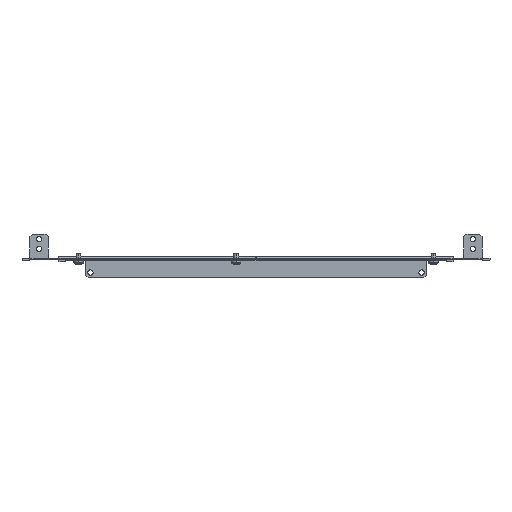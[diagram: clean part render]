
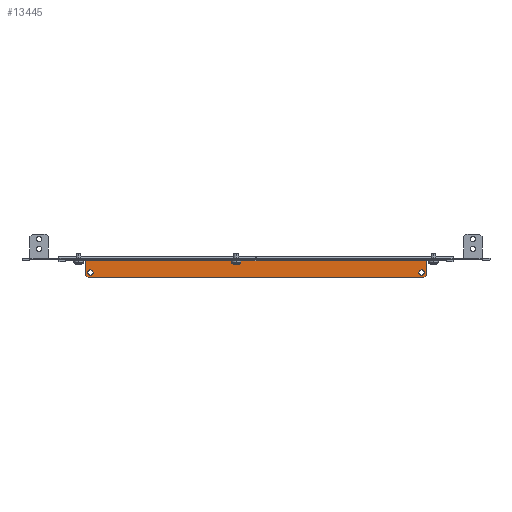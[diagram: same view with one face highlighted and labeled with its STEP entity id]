
A CAD part, left-side view. The second image highlights one B-rep face of the part: STEP entity #13445.
In plain terms, the highlighted planar face has unit normal (-1, 0, 0).
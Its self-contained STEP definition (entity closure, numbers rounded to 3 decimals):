
#765 = CARTESIAN_POINT ( 'NONE',  ( 314.25, 216., -3. ) ) ;
#823 = LINE ( 'NONE', #59864, #46864 ) ;
#1956 = ORIENTED_EDGE ( 'NONE', *, *, #2347, .T. ) ;
#2098 = LINE ( 'NONE', #16645, #7277 ) ;
#2208 = AXIS2_PLACEMENT_3D ( 'NONE', #54710, #2317, #11159 ) ;
#2317 = DIRECTION ( 'NONE',  ( 1., 0., 0. ) ) ;
#2347 = EDGE_CURVE ( 'NONE', #22695, #35185, #11006, .T. ) ;
#2637 = ORIENTED_EDGE ( 'NONE', *, *, #58884, .T. ) ;
#2889 = CARTESIAN_POINT ( 'NONE',  ( 314.25, -216., -25. ) ) ;
#3210 = CARTESIAN_POINT ( 'NONE',  ( 314.25, -216., -4. ) ) ;
#3735 = LINE ( 'NONE', #56417, #16372 ) ;
#4017 = DIRECTION ( 'NONE',  ( 1., 0., 0. ) ) ;
#4372 = VERTEX_POINT ( 'NONE', #48247 ) ;
#5928 = CARTESIAN_POINT ( 'NONE',  ( 314.25, -210., -14.8 ) ) ;
#7277 = VECTOR ( 'NONE', #40839, 1000. ) ;
#7540 = CARTESIAN_POINT ( 'NONE',  ( 314.25, 210., -14.8 ) ) ;
#7621 = VERTEX_POINT ( 'NONE', #61173 ) ;
#8452 = VECTOR ( 'NONE', #50239, 1000. ) ;
#9201 = FACE_OUTER_BOUND ( 'NONE', #28156, .T. ) ;
#9559 = DIRECTION ( 'NONE',  ( 1., 0., 0. ) ) ;
#9990 = CARTESIAN_POINT ( 'NONE',  ( 314.25, 118.25, -119.75 ) ) ;
#10618 = DIRECTION ( 'NONE',  ( 0., -0.707, -0.707 ) ) ;
#11006 = CIRCLE ( 'NONE', #61696, 3.45 ) ;
#11096 = EDGE_LOOP ( 'NONE', ( #33617, #55925 ) ) ;
#11159 = DIRECTION ( 'NONE',  ( 0., 0., -1. ) ) ;
#11257 = DIRECTION ( 'NONE',  ( 0., 0., 1. ) ) ;
#11483 = CARTESIAN_POINT ( 'NONE',  ( 314.25, 210., -18.25 ) ) ;
#13191 = DIRECTION ( 'NONE',  ( 0., 1., 0. ) ) ;
#13445 = ADVANCED_FACE ( 'NONE', ( #47044, #38149, #9201 ), #42271, .T. ) ;
#14071 = CARTESIAN_POINT ( 'NONE',  ( 314.25, -210., -21.7 ) ) ;
#14795 = EDGE_LOOP ( 'NONE', ( #1956, #25750 ) ) ;
#15748 = EDGE_CURVE ( 'NONE', #56930, #17882, #3735, .T. ) ;
#15799 = CIRCLE ( 'NONE', #56419, 3.45 ) ;
#16018 = VERTEX_POINT ( 'NONE', #62121 ) ;
#16372 = VECTOR ( 'NONE', #13191, 1000. ) ;
#16645 = CARTESIAN_POINT ( 'NONE',  ( 314.25, 0., -3. ) ) ;
#17524 = CARTESIAN_POINT ( 'NONE',  ( 314.25, -213., -25. ) ) ;
#17750 = DIRECTION ( 'NONE',  ( 0., 0., 1. ) ) ;
#17826 = VECTOR ( 'NONE', #36746, 1000. ) ;
#17882 = VERTEX_POINT ( 'NONE', #23853 ) ;
#19664 = VERTEX_POINT ( 'NONE', #36154 ) ;
#19803 = ORIENTED_EDGE ( 'NONE', *, *, #51061, .F. ) ;
#20095 = LINE ( 'NONE', #45546, #29473 ) ;
#20129 = ORIENTED_EDGE ( 'NONE', *, *, #29691, .T. ) ;
#20340 = DIRECTION ( 'NONE',  ( 0., 0., -1. ) ) ;
#20626 = ORIENTED_EDGE ( 'NONE', *, *, #62419, .F. ) ;
#22358 = VERTEX_POINT ( 'NONE', #47583 ) ;
#22478 = CIRCLE ( 'NONE', #45825, 3.45 ) ;
#22695 = VERTEX_POINT ( 'NONE', #14071 ) ;
#23853 = CARTESIAN_POINT ( 'NONE',  ( 314.25, 213., -25. ) ) ;
#25750 = ORIENTED_EDGE ( 'NONE', *, *, #39802, .T. ) ;
#26128 = DIRECTION ( 'NONE',  ( 1., 0., 0. ) ) ;
#27220 = VERTEX_POINT ( 'NONE', #7540 ) ;
#27679 = VECTOR ( 'NONE', #17750, 1000. ) ;
#28156 = EDGE_LOOP ( 'NONE', ( #52099, #28626, #20626, #20129, #37000, #60963, #19803, #2637 ) ) ;
#28596 = CARTESIAN_POINT ( 'NONE',  ( 314.25, 0., -1.5 ) ) ;
#28626 = ORIENTED_EDGE ( 'NONE', *, *, #34400, .T. ) ;
#28655 = EDGE_CURVE ( 'NONE', #51052, #19664, #2098, .T. ) ;
#28679 = EDGE_CURVE ( 'NONE', #7621, #51052, #823, .T. ) ;
#28748 = DIRECTION ( 'NONE',  ( 0., 0., -1. ) ) ;
#29473 = VECTOR ( 'NONE', #31232, 1000. ) ;
#29691 = EDGE_CURVE ( 'NONE', #4372, #19664, #41942, .T. ) ;
#29705 = LINE ( 'NONE', #9990, #60680 ) ;
#29708 = VERTEX_POINT ( 'NONE', #51179 ) ;
#30560 = CIRCLE ( 'NONE', #2208, 3.45 ) ;
#30893 = DIRECTION ( 'NONE',  ( 0., 0., -1. ) ) ;
#31232 = DIRECTION ( 'NONE',  ( 0., 0., 1. ) ) ;
#33617 = ORIENTED_EDGE ( 'NONE', *, *, #62135, .T. ) ;
#34400 = EDGE_CURVE ( 'NONE', #56930, #16018, #51658, .T. ) ;
#35185 = VERTEX_POINT ( 'NONE', #5928 ) ;
#36154 = CARTESIAN_POINT ( 'NONE',  ( 314.25, -216., -3. ) ) ;
#36746 = DIRECTION ( 'NONE',  ( 0., -0.707, 0.707 ) ) ;
#37000 = ORIENTED_EDGE ( 'NONE', *, *, #28655, .F. ) ;
#38149 = FACE_BOUND ( 'NONE', #14795, .T. ) ;
#38818 = CARTESIAN_POINT ( 'NONE',  ( 314.25, 210., -18.25 ) ) ;
#39802 = EDGE_CURVE ( 'NONE', #35185, #22695, #30560, .T. ) ;
#40839 = DIRECTION ( 'NONE',  ( 0., -1., 0. ) ) ;
#41942 = LINE ( 'NONE', #3210, #27679 ) ;
#42271 = PLANE ( 'NONE',  #56703 ) ;
#42595 = DIRECTION ( 'NONE',  ( -1., 0., 0. ) ) ;
#44546 = EDGE_CURVE ( 'NONE', #27220, #29708, #15799, .T. ) ;
#45546 = CARTESIAN_POINT ( 'NONE',  ( 314.25, 216., -3. ) ) ;
#45825 = AXIS2_PLACEMENT_3D ( 'NONE', #38818, #9559, #20340 ) ;
#46251 = CARTESIAN_POINT ( 'NONE',  ( 314.25, -118.25, -119.75 ) ) ;
#46389 = LINE ( 'NONE', #2889, #8452 ) ;
#46864 = VECTOR ( 'NONE', #11257, 1000. ) ;
#47044 = FACE_BOUND ( 'NONE', #11096, .T. ) ;
#47520 = CARTESIAN_POINT ( 'NONE',  ( 314.25, -210., -18.25 ) ) ;
#47583 = CARTESIAN_POINT ( 'NONE',  ( 314.25, 216., -22. ) ) ;
#47985 = DIRECTION ( 'NONE',  ( 0., 0., -1. ) ) ;
#48247 = CARTESIAN_POINT ( 'NONE',  ( 314.25, -216., -4. ) ) ;
#50239 = DIRECTION ( 'NONE',  ( 0., 0., -1. ) ) ;
#51052 = VERTEX_POINT ( 'NONE', #765 ) ;
#51061 = EDGE_CURVE ( 'NONE', #22358, #7621, #20095, .T. ) ;
#51179 = CARTESIAN_POINT ( 'NONE',  ( 314.25, 210., -21.7 ) ) ;
#51658 = LINE ( 'NONE', #46251, #17826 ) ;
#52099 = ORIENTED_EDGE ( 'NONE', *, *, #15748, .F. ) ;
#54710 = CARTESIAN_POINT ( 'NONE',  ( 314.25, -210., -18.25 ) ) ;
#55925 = ORIENTED_EDGE ( 'NONE', *, *, #44546, .T. ) ;
#56417 = CARTESIAN_POINT ( 'NONE',  ( 314.25, 216., -25. ) ) ;
#56419 = AXIS2_PLACEMENT_3D ( 'NONE', #11483, #26128, #30893 ) ;
#56703 = AXIS2_PLACEMENT_3D ( 'NONE', #28596, #42595, #47985 ) ;
#56930 = VERTEX_POINT ( 'NONE', #17524 ) ;
#58884 = EDGE_CURVE ( 'NONE', #22358, #17882, #29705, .T. ) ;
#59864 = CARTESIAN_POINT ( 'NONE',  ( 314.25, 216., -1.5 ) ) ;
#60680 = VECTOR ( 'NONE', #10618, 1000. ) ;
#60963 = ORIENTED_EDGE ( 'NONE', *, *, #28679, .F. ) ;
#61173 = CARTESIAN_POINT ( 'NONE',  ( 314.25, 216., -4. ) ) ;
#61696 = AXIS2_PLACEMENT_3D ( 'NONE', #47520, #4017, #28748 ) ;
#62121 = CARTESIAN_POINT ( 'NONE',  ( 314.25, -216., -22. ) ) ;
#62135 = EDGE_CURVE ( 'NONE', #29708, #27220, #22478, .T. ) ;
#62419 = EDGE_CURVE ( 'NONE', #4372, #16018, #46389, .T. ) ;
